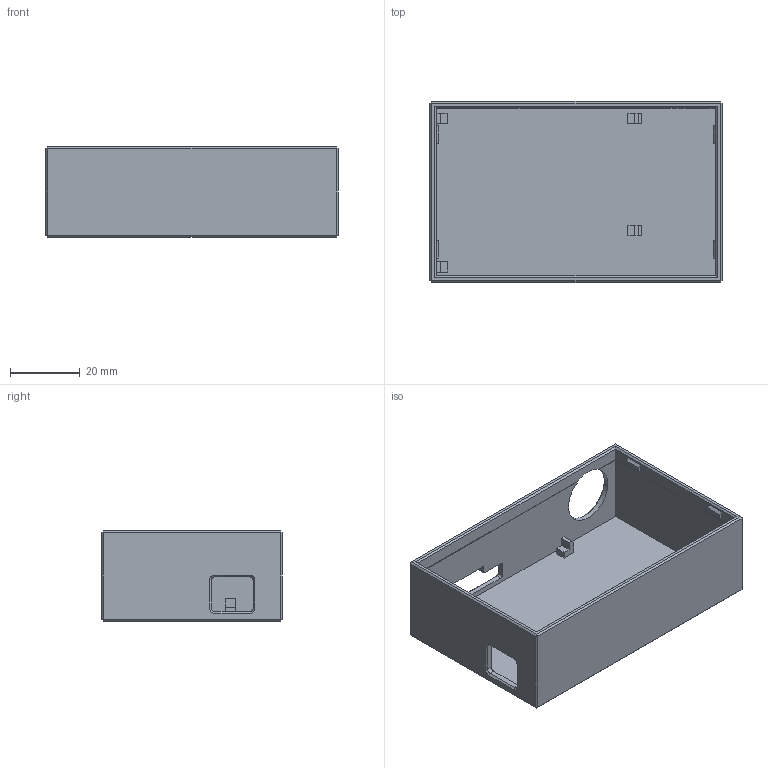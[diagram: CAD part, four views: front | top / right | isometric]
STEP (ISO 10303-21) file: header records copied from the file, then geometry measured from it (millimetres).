
FILE_DESCRIPTION(('Open CASCADE Model'),'2;1');
FILE_NAME('Open CASCADE Shape Model','2025-07-17T16:45:00',('Author'),( 'Open CASCADE'),'Open CASCADE STEP processor 7.7','Open CASCADE 7.7' ,'Unknown');
FILE_SCHEMA(('AUTOMOTIVE_DESIGN { 1 0 10303 214 1 1 1 1 }'));
Length unit declared in the file: millimetre
Products named in the file (1): Open CASCADE STEP translator 7.7 1596
Bounding box: 84 x 52 x 26 mm (x, y, z)
Volume: 20142.9 mm3; surface area: 21074.3 mm2
Topology: 1 solids, 1 shells, 130 faces, 317 edges, 194 vertices
Faces by surface type: plane 108, cone 11, cylinder 11
Full cylindrical faces by diameter (mm): 16 x1
Entity records: 7716 total; most frequent: CARTESIAN_POINT 1381, DIRECTION 1136, LINE 783, VECTOR 783, ORIENTED_EDGE 632, PCURVE 632, DEFINITIONAL_REPRESENTATION 632, EDGE_CURVE 316
